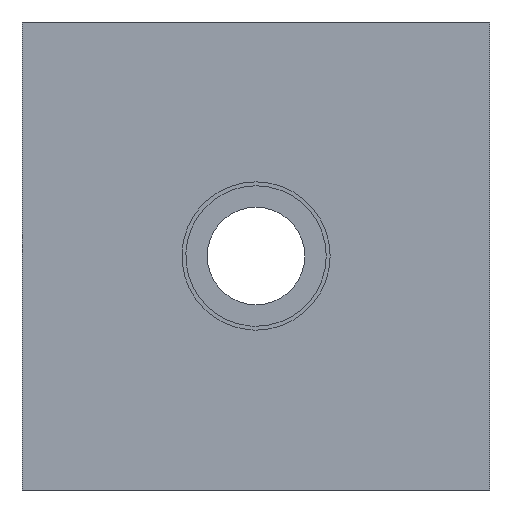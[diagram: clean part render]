
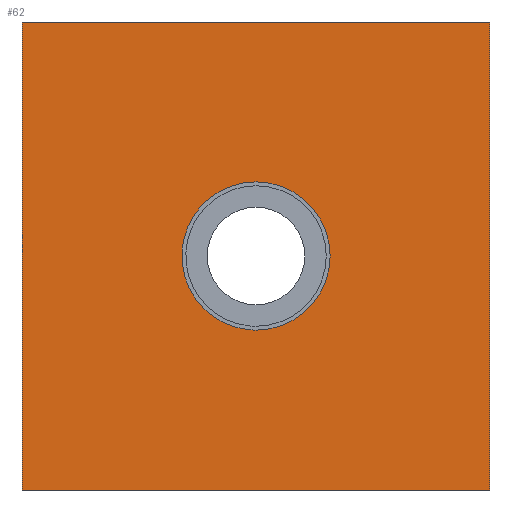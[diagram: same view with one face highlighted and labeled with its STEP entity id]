
A CAD part, left-side view. The second image highlights one B-rep face of the part: STEP entity #62.
In plain terms, the highlighted planar face has unit normal (-1, 0, 0).
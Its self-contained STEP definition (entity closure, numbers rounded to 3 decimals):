
#62=ADVANCED_FACE('',(#134,#135),#136,.F.);
#134=FACE_OUTER_BOUND('',#218,.T.);
#135=FACE_BOUND('',#219,.T.);
#136=PLANE('',#220);
#218=EDGE_LOOP('',(#339,#340,#341,#342));
#219=EDGE_LOOP('',(#343,#344,#345));
#220=AXIS2_PLACEMENT_3D('',#346,#347,#348);
#339=ORIENTED_EDGE('',*,*,#520,.F.);
#340=ORIENTED_EDGE('',*,*,#521,.F.);
#341=ORIENTED_EDGE('',*,*,#522,.F.);
#342=ORIENTED_EDGE('',*,*,#523,.F.);
#343=ORIENTED_EDGE('',*,*,#514,.T.);
#344=ORIENTED_EDGE('',*,*,#524,.T.);
#345=ORIENTED_EDGE('',*,*,#515,.T.);
#346=CARTESIAN_POINT('',(0.0,0.0,0.));
#347=DIRECTION('',(1.0,0.0,0.));
#348=DIRECTION('',(0.0,1.0,0.0));
#514=EDGE_CURVE('',#625,#623,#626,.T.);
#515=EDGE_CURVE('',#617,#625,#627,.T.);
#520=EDGE_CURVE('',#632,#633,#634,.T.);
#521=EDGE_CURVE('',#635,#632,#636,.T.);
#522=EDGE_CURVE('',#637,#635,#638,.T.);
#523=EDGE_CURVE('',#633,#637,#639,.T.);
#524=EDGE_CURVE('',#623,#617,#640,.T.);
#617=VERTEX_POINT('',#747);
#623=VERTEX_POINT('',#754);
#625=VERTEX_POINT('',#757);
#626=CIRCLE('',#758,9.5);
#627=CIRCLE('',#759,9.5);
#632=VERTEX_POINT('',#764);
#633=VERTEX_POINT('',#765);
#634=LINE('',#766,#767);
#635=VERTEX_POINT('',#768);
#636=LINE('',#769,#770);
#637=VERTEX_POINT('',#771);
#638=LINE('',#772,#773);
#639=LINE('',#774,#775);
#640=CIRCLE('',#776,9.5);
#747=CARTESIAN_POINT('',(0.,0.,-9.5));
#754=CARTESIAN_POINT('',(0.,0.,9.5));
#757=CARTESIAN_POINT('',(0.,1.0,-9.447));
#758=AXIS2_PLACEMENT_3D('',#888,#889,#890);
#759=AXIS2_PLACEMENT_3D('',#891,#892,#893);
#764=CARTESIAN_POINT('',(0.,30.0,30.0));
#765=CARTESIAN_POINT('',(0.,-30.0,30.0));
#766=CARTESIAN_POINT('',(0.,30.0,30.0));
#767=VECTOR('',#900,60.0);
#768=CARTESIAN_POINT('',(0.,30.0,-30.));
#769=CARTESIAN_POINT('',(0.,30.0,-30.));
#770=VECTOR('',#901,60.0);
#771=CARTESIAN_POINT('',(0.,-30.0,-30.));
#772=CARTESIAN_POINT('',(0.,-30.0,-30.));
#773=VECTOR('',#902,60.0);
#774=CARTESIAN_POINT('',(0.,-30.0,30.0));
#775=VECTOR('',#903,60.0);
#776=AXIS2_PLACEMENT_3D('',#904,#905,#906);
#888=CARTESIAN_POINT('',(0.0,0.0,0.));
#889=DIRECTION('',(1.0,0.,0.));
#890=DIRECTION('',(0.,0.105,-0.994));
#891=CARTESIAN_POINT('',(0.0,0.0,0.));
#892=DIRECTION('',(1.0,0.,0.));
#893=DIRECTION('',(0.,0.105,-0.994));
#900=DIRECTION('',(0.0,-1.0,0.0));
#901=DIRECTION('',(0.,0.0,1.0));
#902=DIRECTION('',(0.0,1.0,0.0));
#903=DIRECTION('',(0.,0.0,-1.0));
#904=CARTESIAN_POINT('',(0.0,0.0,0.));
#905=DIRECTION('',(1.0,0.,0.));
#906=DIRECTION('',(0.,0.105,-0.994));
